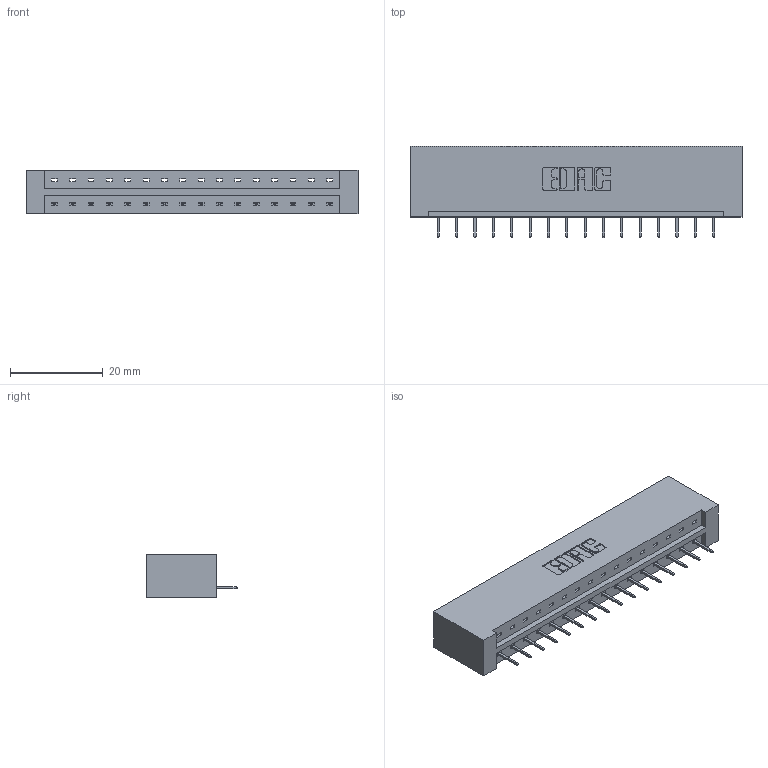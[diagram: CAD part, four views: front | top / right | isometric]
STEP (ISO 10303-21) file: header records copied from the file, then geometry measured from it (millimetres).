
FILE_DESCRIPTION (( 'STEP AP203' ), '1' );
FILE_NAME ('333-016-524-101.STEP', '2018-08-01T11:37:42', ( '' ), ( '' ), 'SwSTEP 2.0', 'SolidWorks 2016', '' );
FILE_SCHEMA (( 'CONFIG_CONTROL_DESIGN' ));
Length unit declared in the file: inch
Products named in the file (3): 333 Part_Lugless; 345-292-001_345-293-124; 333-016-524-101
Assembly tree (17 placements, depth 2):
  333-016-524-101
    333 Part_Lugless
    345-292-001_345-293-124  x16
Bounding box: 71.65 x 19.69 x 9.4 mm (x, y, z)
Volume: 7536.3 mm3; surface area: 7723.3 mm2
Topology: 17 solids, 17 shells, 1098 faces, 3167 edges, 2046 vertices
Faces by surface type: plane 834, cylinder 264
Entity records: 12941 total; most frequent: CARTESIAN_POINT 2242, ORIENTED_EDGE 2194, DIRECTION 1937, EDGE_CURVE 1097, VECTOR 981, LINE 981, VERTEX_POINT 726, AXIS2_PLACEMENT_3D 478
